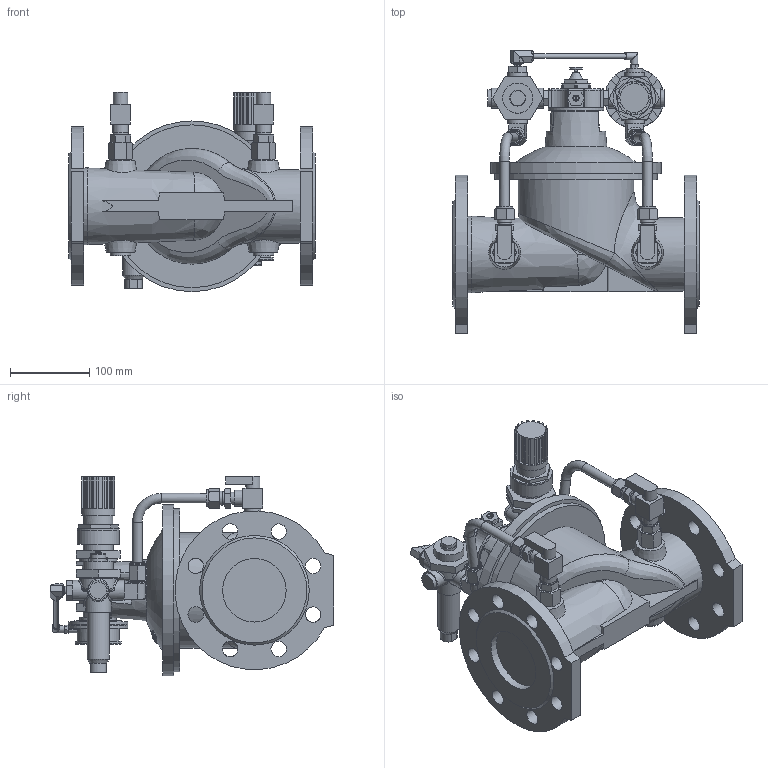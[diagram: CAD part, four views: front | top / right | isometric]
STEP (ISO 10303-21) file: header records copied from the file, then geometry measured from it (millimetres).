
FILE_DESCRIPTION (( 'STEP AP203' ), '1' );
FILE_NAME ('O_859_00_DN080_114XX10_AA0_step.step', '2017-01-09T06:52:40', ( 'Windows User' ), ( 'AVK' ), 'SwSTEP 2.0', 'SolidWorks 2012', '' );
FILE_SCHEMA (( 'CONFIG_CONTROL_DESIGN' ));
Products named in the file (1): O_859_00_DN080_114XX10_AA0_step
Bounding box: 310 x 357.2 x 251 mm (x, y, z)
Volume: 5869070.3 mm3; surface area: 490427.1 mm2
Topology: 1 solids, 1 shells, 1102 faces, 2725 edges, 1702 vertices
Faces by surface type: plane 567, cylinder 224, cone 164, bspline 71, torus 56, sphere 20
Full cylindrical faces by diameter (mm): 4 x1, 6 x1, 7 x1, 7.7 x2, 9 x2, 9.7 x1, 12 x4, 14 x1, 15.002 x2, 16 x5, 18 x6, 19 x1, 19.5 x16, 19.6 x2, 20 x7, 21 x5, 24 x2, 25 x8, 26 x2, 28 x1, 32 x2, 37 x1, 38 x3, 40 x1, 42 x1, 46 x3, 48 x3, 53 x3, 58 x1, 70 x1
Entity records: 40337 total; most frequent: CARTESIAN_POINT 16159, ORIENTED_EDGE 4986, DIRECTION 4749, EDGE_CURVE 2493, AXIS2_PLACEMENT_3D 1832, VERTEX_POINT 1621, EDGE_LOOP 1368, FACE_OUTER_BOUND 1218
